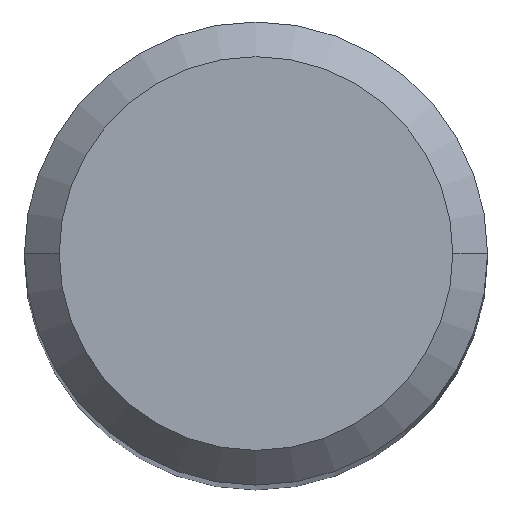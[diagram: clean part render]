
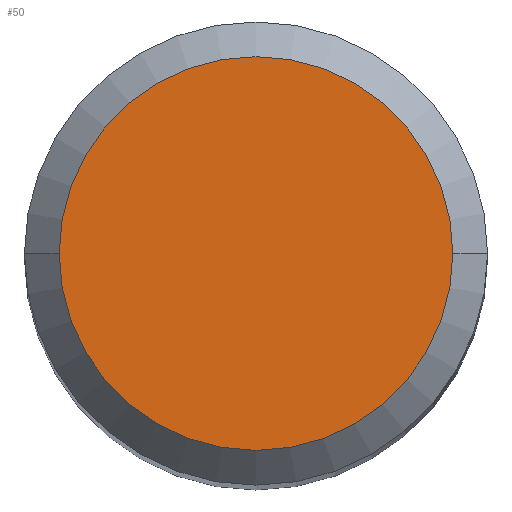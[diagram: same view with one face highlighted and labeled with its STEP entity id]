
A CAD part, top view. The second image highlights one B-rep face of the part: STEP entity #50.
In plain terms, the highlighted planar face has unit normal (0, 0, 1).
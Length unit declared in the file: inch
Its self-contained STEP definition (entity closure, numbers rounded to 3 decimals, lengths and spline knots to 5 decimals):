
#4 = VERTEX_POINT ( 'NONE', #418 ) ;
#5 = PLANE ( 'NONE',  #120 ) ;
#7 = AXIS2_PLACEMENT_3D ( 'NONE', #49, #386, #115 ) ;
#35 = ORIENTED_EDGE ( 'NONE', *, *, #334, .T. ) ;
#49 = CARTESIAN_POINT ( 'NONE',  ( 0., 0., 0. ) ) ;
#50 = ADVANCED_FACE ( 'NONE', ( #309 ), #5, .F. ) ;
#92 = CIRCLE ( 'NONE', #349, 0.10039 ) ;
#106 = DIRECTION ( 'NONE',  ( 0., 0., -1. ) ) ;
#115 = DIRECTION ( 'NONE',  ( 1., 0., 0. ) ) ;
#120 = AXIS2_PLACEMENT_3D ( 'NONE', #156, #106, #410 ) ;
#134 = CARTESIAN_POINT ( 'NONE',  ( -0.10039, 0., 0. ) ) ;
#156 = CARTESIAN_POINT ( 'NONE',  ( 0., 0., 0. ) ) ;
#231 = EDGE_LOOP ( 'NONE', ( #336, #35 ) ) ;
#234 = CARTESIAN_POINT ( 'NONE',  ( 0., 0., 0. ) ) ;
#239 = DIRECTION ( 'NONE',  ( 1., 0., 0. ) ) ;
#269 = VERTEX_POINT ( 'NONE', #134 ) ;
#270 = DIRECTION ( 'NONE',  ( 0., 0., 1. ) ) ;
#309 = FACE_OUTER_BOUND ( 'NONE', #231, .T. ) ;
#313 = EDGE_CURVE ( 'NONE', #269, #4, #92, .T. ) ;
#334 = EDGE_CURVE ( 'NONE', #4, #269, #439, .T. ) ;
#336 = ORIENTED_EDGE ( 'NONE', *, *, #313, .T. ) ;
#349 = AXIS2_PLACEMENT_3D ( 'NONE', #234, #270, #239 ) ;
#386 = DIRECTION ( 'NONE',  ( 0., 0., 1. ) ) ;
#410 = DIRECTION ( 'NONE',  ( -1., 0., 0. ) ) ;
#418 = CARTESIAN_POINT ( 'NONE',  ( 0.10039, 0., 0. ) ) ;
#439 = CIRCLE ( 'NONE', #7, 0.10039 ) ;
